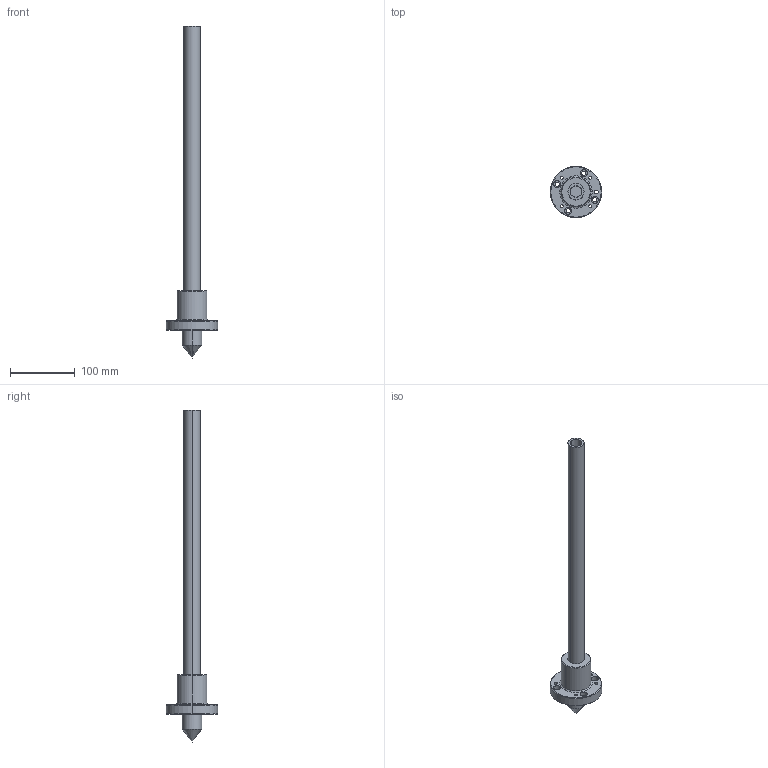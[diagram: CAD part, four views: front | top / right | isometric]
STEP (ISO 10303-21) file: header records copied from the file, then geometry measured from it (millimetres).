
FILE_DESCRIPTION (( 'STEP AP203' ), '1' );
FILE_NAME ('Tool_Default_sldprt.STEP', '2022-08-02T03:04:46', ( '' ), ( '' ), 'SwSTEP 2.0', 'SolidWorks 2020', '' );
FILE_SCHEMA (( 'CONFIG_CONTROL_DESIGN' ));
Length unit declared in the file: millimetre
Products named in the file (1): Tool_Default_sldprt
Bounding box: 80 x 80 x 514 mm (x, y, z)
Volume: 242323.5 mm3; surface area: 84953.5 mm2
Topology: 1 solids, 1 shells, 62 faces, 142 edges, 89 vertices
Faces by surface type: cylinder 38, cone 10, plane 10, torus 4
Entity records: 1885 total; most frequent: DIRECTION 358, CARTESIAN_POINT 292, ORIENTED_EDGE 280, AXIS2_PLACEMENT_3D 155, EDGE_CURVE 140, CIRCLE 92, EDGE_LOOP 89, VERTEX_POINT 89
